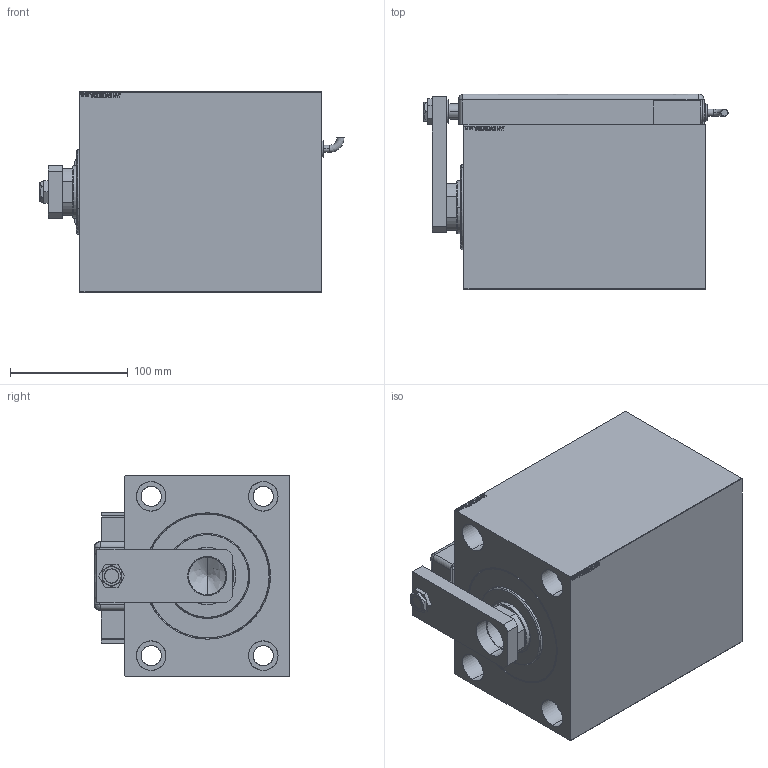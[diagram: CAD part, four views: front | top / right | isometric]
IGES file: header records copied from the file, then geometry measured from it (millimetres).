
Start section: SolidWorks IGES file using analytic representation for surfaces
Global section: file name: 6ccb.IGS; native system: SolidWorks 2019; preprocessor: SolidWorks 2019; author: admin; date: 211101.142849; units: millimetre
Bounding box: 257.66 x 165.8 x 170 mm (x, y, z)
Surface area: 455264.1 mm2 (no closed solid volume)
Topology: 0 solids, 0 shells, 1249 faces, 17264 edges, 17262 vertices
Faces by surface type: bspline 1108, revolution 141
